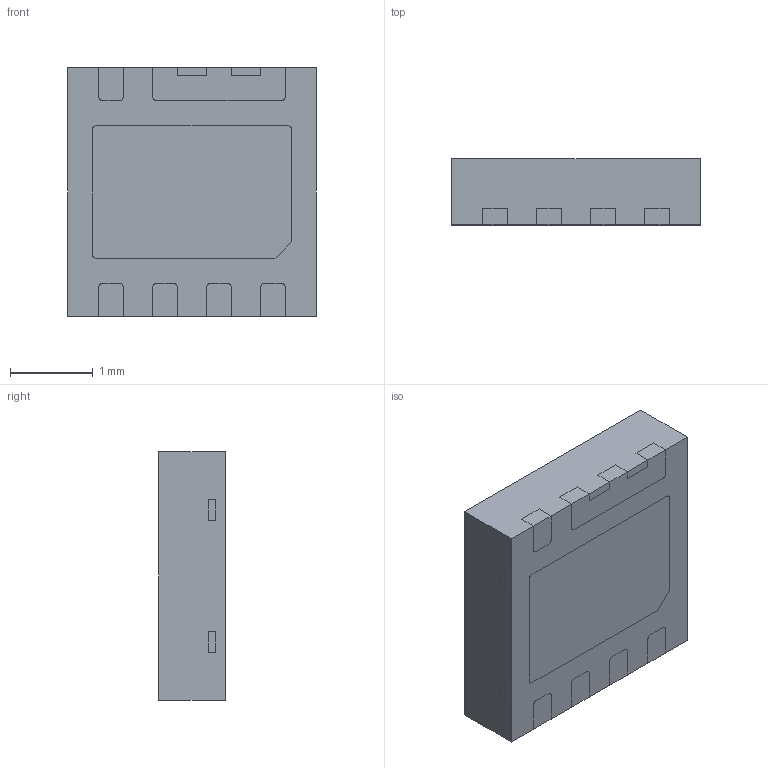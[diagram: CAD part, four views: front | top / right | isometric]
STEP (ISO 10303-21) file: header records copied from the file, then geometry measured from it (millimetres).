
FILE_DESCRIPTION(/* description */ (''),/* implementation_level */ '2;1');
FILE_NAME(/* name */ 'DFN3030R-8_STP',/* time_stamp */ '2020-07-31T15:30:52+08:00',/* author */ ('Wei Wu'),/* organization */ ('Diodes'),/* preprocessor_version */ 'ST-DEVELOPER v16.7',/* originating_system */ 'DEX',/* authorisation */ $);
FILE_SCHEMA (('AUTOMOTIVE_DESIGN {1 0 10303 214 3 1 1}'));
Length unit declared in the file: millimetre
Products named in the file (3): DFN3030R-8; CP; LF
Assembly tree (2 placements, depth 2):
  DFN3030R-8
    CP
    LF
Bounding box: 3 x 0.8 x 3 mm (x, y, z)
Volume: 7.2 mm3; surface area: 52.7 mm2
Topology: 6 solids, 6 shells, 231 faces, 672 edges, 448 vertices
Faces by surface type: plane 173, cylinder 58
Entity records: 8515 total; most frequent: CARTESIAN_POINT 1354, ORIENTED_EDGE 1344, DIRECTION 1256, EDGE_CURVE 672, LINE 556, VECTOR 556, VERTEX_POINT 448, AXIS2_PLACEMENT_3D 350
